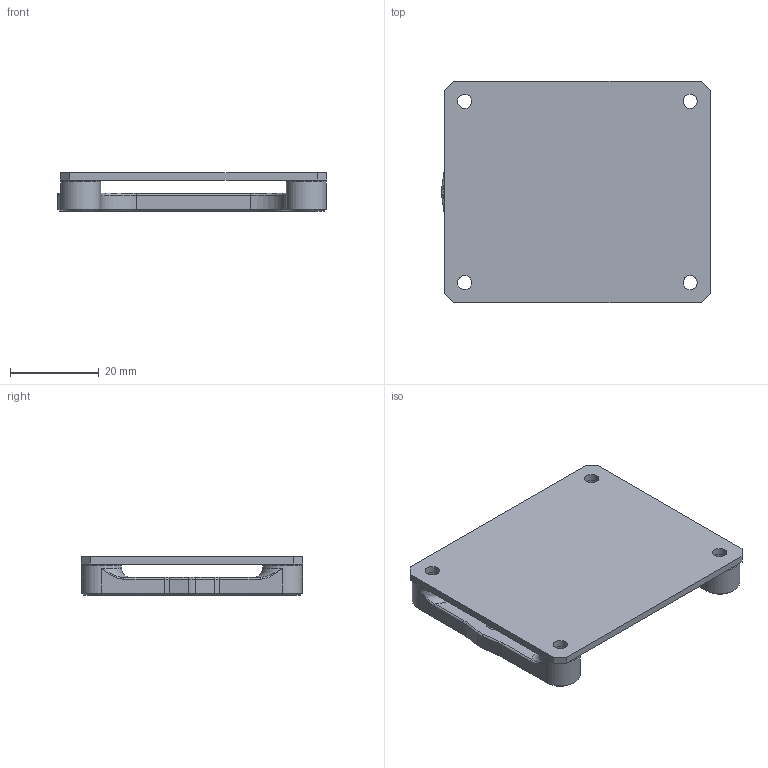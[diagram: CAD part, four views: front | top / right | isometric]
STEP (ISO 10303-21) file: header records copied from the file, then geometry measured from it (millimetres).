
FILE_DESCRIPTION(/* description */ (''),/* implementation_level */ '2;1');
FILE_NAME(/* name */ 'Breakbox PCB v1.0 v10.step',/* time_stamp */ '2022-07-16T21:31:01+02:00',/* author */ (''),/* organization */ (''),/* preprocessor_version */ 'ST-DEVELOPER v19',/* originating_system */ 'Autodesk Translation Framework v11.7.0.108',/* authorisation */ '');
FILE_SCHEMA (('AUTOMOTIVE_DESIGN { 1 0 10303 214 3 1 1 }'));
Length unit declared in the file: millimetre
Products named in the file (4): Breakbox PCB v1.0; Breakbox; PCB; Bracket
Assembly tree (3 placements, depth 3):
  Breakbox PCB v1.0
    Breakbox
      PCB
      Bracket
Bounding box: 60.64 x 50 x 8.6 mm (x, y, z)
Volume: 10431.4 mm3; surface area: 10958.4 mm2
Topology: 2 solids, 2 shells, 120 faces, 288 edges, 166 vertices
Faces by surface type: plane 44, cylinder 38, cone 15, torus 15, bspline 8
Full cylindrical faces by diameter (mm): 2.4 x2, 3.2 x4, 4 x2, 4.7 x4, 9 x4
Entity records: 3901 total; most frequent: CARTESIAN_POINT 993, DIRECTION 618, ORIENTED_EDGE 560, EDGE_CURVE 280, AXIS2_PLACEMENT_3D 235, VERTEX_POINT 166, LINE 148, VECTOR 148
